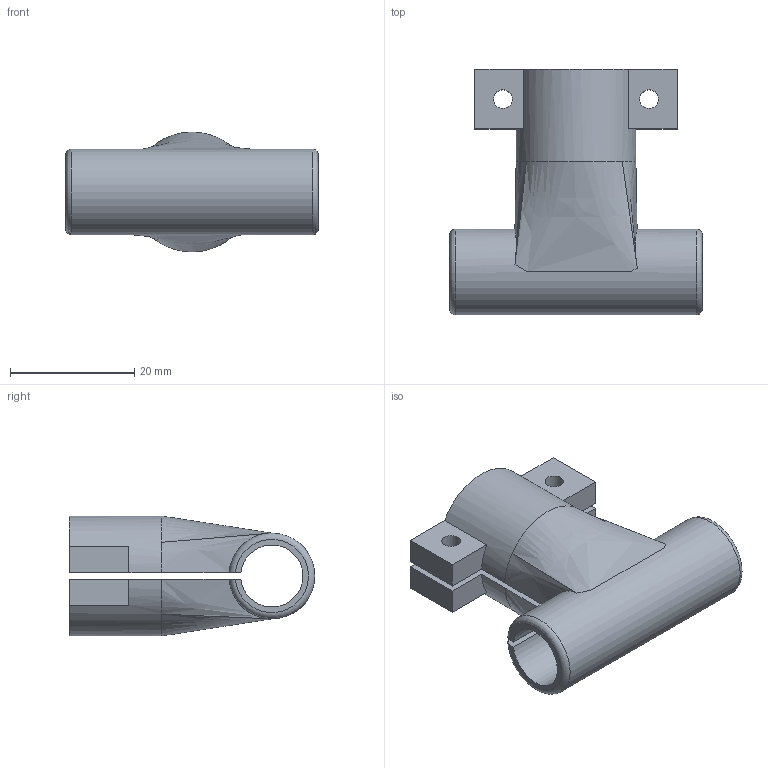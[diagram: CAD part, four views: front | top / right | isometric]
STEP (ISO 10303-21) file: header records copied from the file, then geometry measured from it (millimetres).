
FILE_DESCRIPTION(/* description */ (''),/* implementation_level */ '2;1');
FILE_NAME(/* name */ 'Landing gear joint_.step',/* time_stamp */ '2023-06-16T14:03:11+02:00',/* author */ (''),/* organization */ (''),/* preprocessor_version */ 'ST-DEVELOPER v19.2',/* originating_system */ 'Autodesk Translation Framework v12.6.0.85',/* authorisation */ '');
FILE_SCHEMA (('AUTOMOTIVE_DESIGN { 1 0 10303 214 3 1 1 }'));
Length unit declared in the file: millimetre
Products named in the file (1): Landing gear joint
Bounding box: 40.7 x 39.5 x 19.29 mm (x, y, z)
Volume: 7476.5 mm3; surface area: 7164 mm2
Topology: 1 solids, 1 shells, 52 faces, 152 edges, 104 vertices
Faces by surface type: plane 34, cylinder 10, bspline 6, torus 2
Full cylindrical faces by diameter (mm): 3 x4
Entity records: 1949 total; most frequent: CARTESIAN_POINT 555, ORIENTED_EDGE 304, DIRECTION 244, EDGE_CURVE 152, VERTEX_POINT 104, LINE 102, VECTOR 102, AXIS2_PLACEMENT_3D 71
